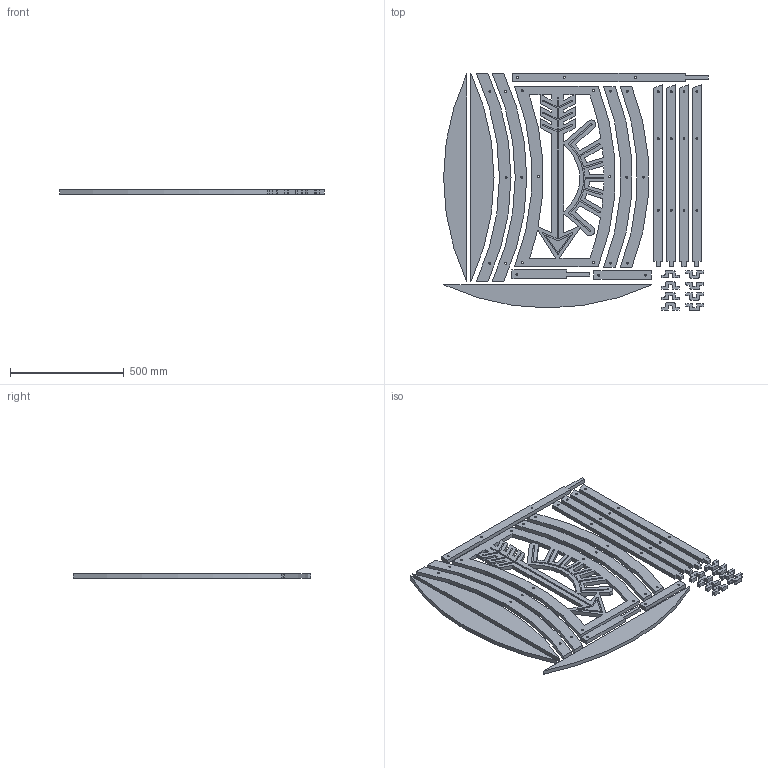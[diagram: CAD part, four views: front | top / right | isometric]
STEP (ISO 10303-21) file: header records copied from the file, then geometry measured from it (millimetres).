
FILE_DESCRIPTION(/* description */ (''),/* implementation_level */ '2;1');
FILE_NAME(/* name */ 'BridgeCam v10.step',/* time_stamp */ '2018-04-28T16:39:27-04:00',/* author */ ('creigpat'),/* organization */ (''),/* preprocessor_version */ 'ST-DEVELOPER v17',/* originating_system */ 'Autodesk Translation Framework v7.1.0.215',/* authorisation */ '');
FILE_SCHEMA (('AUTOMOTIVE_DESIGN { 1 0 10303 214 3 1 1 }'));
Length unit declared in the file: inch
Products named in the file (2): BridgeCam; Component1
Assembly tree (1 placements, depth 2):
  BridgeCam
    Component1
Bounding box: 1166.6 x 1047.11 x 17.83 mm (x, y, z)
Volume: 16504848.4 mm3; surface area: 2649265.4 mm2
Topology: 24 solids, 24 shells, 718 faces, 2088 edges, 1424 vertices
Faces by surface type: plane 419, cylinder 195, bspline 104
Full cylindrical faces by diameter (mm): 8.73 x42
Entity records: 24497 total; most frequent: CARTESIAN_POINT 4921, ORIENTED_EDGE 4176, DIRECTION 3920, EDGE_CURVE 2088, LINE 1490, VECTOR 1490, VERTEX_POINT 1424, AXIS2_PLACEMENT_3D 1215
